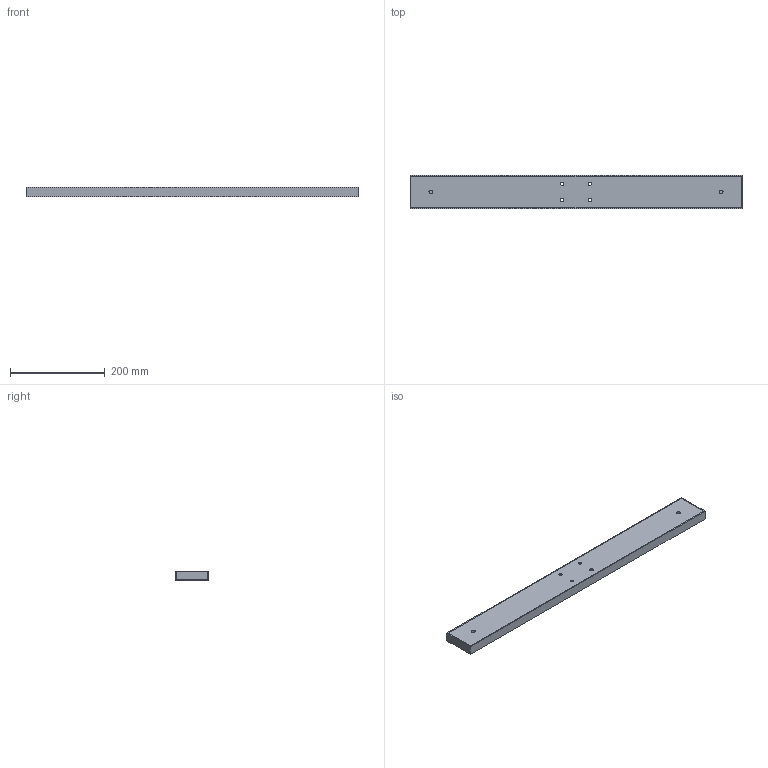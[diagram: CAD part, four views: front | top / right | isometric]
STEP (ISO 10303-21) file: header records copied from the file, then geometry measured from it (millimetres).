
FILE_DESCRIPTION((''),'2;1');
FILE_NAME('ASM0046_ASM','2017-08-04T',('Administrator'),(''),'PRO/ENGINEER BY PARAMETRIC TECHNOLOGY CORPORATION, 2010280','PRO/ENGINEER BY PARAMETRIC TECHNOLOGY CORPORATION, 2010280','');
FILE_SCHEMA(('CONFIG_CONTROL_DESIGN'));
Length unit declared in the file: millimetre
Products named in the file (3): 22; 54; ASM0046_ASM
Assembly tree (2 placements, depth 2):
  ASM0046_ASM
    22
    54
Bounding box: 700 x 70 x 20 mm (x, y, z)
Volume: 382363.4 mm3; surface area: 289301.8 mm2
Topology: 2 solids, 2 shells, 42 faces, 108 edges, 72 vertices
Faces by surface type: plane 26, cylinder 16
Entity records: 1400 total; most frequent: DIRECTION 234, CARTESIAN_POINT 227, ORIENTED_EDGE 216, EDGE_CURVE 108, AXIS2_PLACEMENT_3D 79, VECTOR 76, LINE 76, VERTEX_POINT 72
